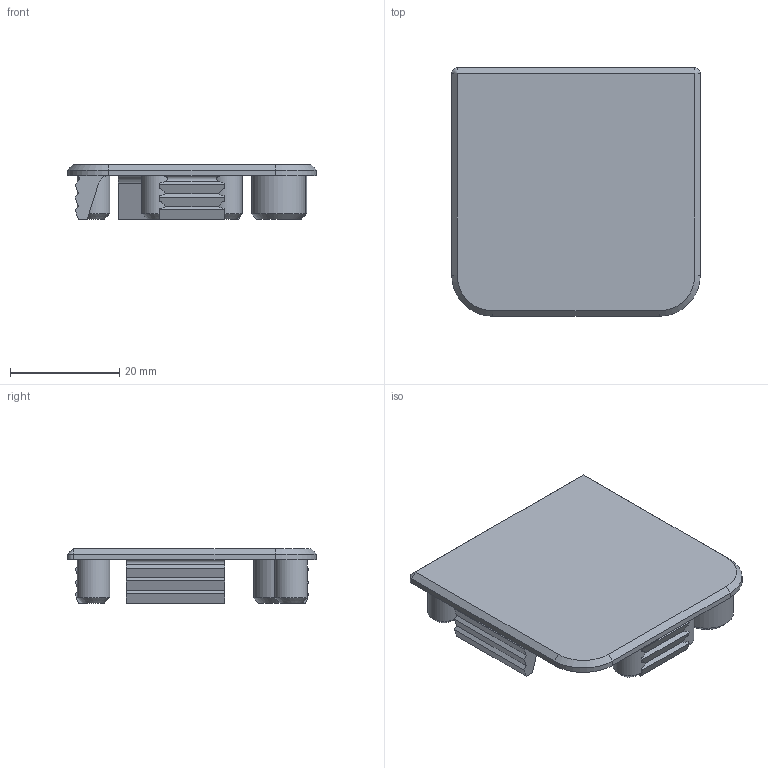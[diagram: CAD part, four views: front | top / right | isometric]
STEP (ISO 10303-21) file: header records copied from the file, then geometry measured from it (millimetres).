
FILE_DESCRIPTION(('FreeCAD Model'),'2;1');
FILE_NAME('Open CASCADE Shape Model','2023-05-12T12:44:43',(''),(''), 'Open CASCADE STEP processor 7.6','FreeCAD','Unknown');
FILE_SCHEMA(('AUTOMOTIVE_DESIGN { 1 0 10303 214 1 1 1 1 }'));
Length unit declared in the file: millimetre
Products named in the file (1): Deckel_L
Bounding box: 45.5 x 45.5 x 10 mm (x, y, z)
Volume: 7014.5 mm3; surface area: 6123.2 mm2
Topology: 1 solids, 1 shells, 100 faces, 253 edges, 163 vertices
Faces by surface type: plane 70, cylinder 19, cone 11
Full cylindrical faces by diameter (mm): 6 x2, 9.8 x1
Entity records: 3148 total; most frequent: CARTESIAN_POINT 669, DIRECTION 514, ORIENTED_EDGE 506, EDGE_CURVE 253, LINE 182, VECTOR 182, AXIS2_PLACEMENT_3D 166, VERTEX_POINT 163
